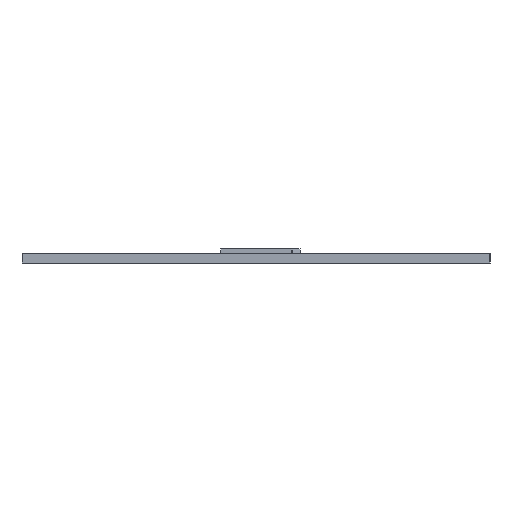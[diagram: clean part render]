
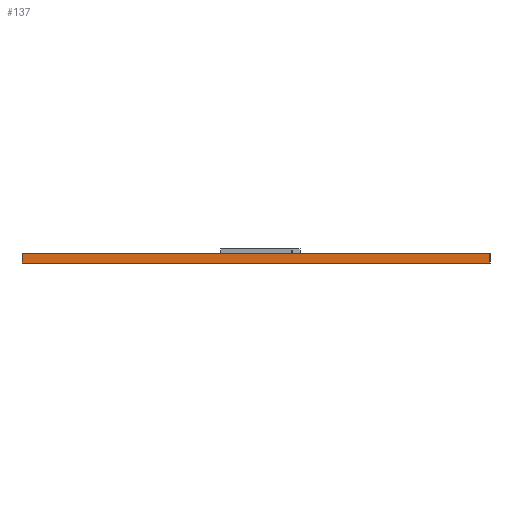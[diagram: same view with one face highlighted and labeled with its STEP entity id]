
A CAD part, left-side view. The second image highlights one B-rep face of the part: STEP entity #137.
In plain terms, the highlighted planar face has unit normal (-1, 0, 0).
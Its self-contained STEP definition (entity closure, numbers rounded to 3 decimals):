
#137=ADVANCED_FACE('',(#551),#344,.T.);
#344=PLANE('',#4173);
#551=FACE_OUTER_BOUND('',#752,.T.);
#752=EDGE_LOOP('',(#982,#983,#984,#985));
#982=ORIENTED_EDGE('',*,*,#2484,.T.);
#983=ORIENTED_EDGE('',*,*,#2485,.F.);
#984=ORIENTED_EDGE('',*,*,#2486,.F.);
#985=ORIENTED_EDGE('',*,*,#2478,.T.);
#2102=VERTEX_POINT('',#5360);
#2103=VERTEX_POINT('',#5361);
#2107=VERTEX_POINT('',#5371);
#2108=VERTEX_POINT('',#5375);
#2478=EDGE_CURVE('',#2102,#2103,#3042,.T.);
#2484=EDGE_CURVE('',#2103,#2107,#3048,.T.);
#2485=EDGE_CURVE('',#2108,#2107,#3049,.T.);
#2486=EDGE_CURVE('',#2102,#2108,#3050,.T.);
#3042=LINE('',#5359,#3606);
#3048=LINE('',#5372,#3612);
#3049=LINE('',#5374,#3613);
#3050=LINE('',#5376,#3614);
#3606=VECTOR('',#4380,1.);
#3612=VECTOR('',#4388,1.);
#3613=VECTOR('',#4391,1.);
#3614=VECTOR('',#4392,1.);
#4173=AXIS2_PLACEMENT_3D('',#5377,#4393,#4394);
#4380=DIRECTION('',(0.,-1.,0.));
#4388=DIRECTION('',(0.,0.,1.));
#4391=DIRECTION('',(0.,-1.,0.));
#4392=DIRECTION('',(0.,0.,1.));
#4393=DIRECTION('',(-1.,0.,0.));
#4394=DIRECTION('',(0.,1.,0.));
#5359=CARTESIAN_POINT('',(-9.,2.5,0.));
#5360=CARTESIAN_POINT('',(-9.,2.5,0.));
#5361=CARTESIAN_POINT('',(-9.,-2.5,0.));
#5371=CARTESIAN_POINT('',(-9.,-2.5,0.1));
#5372=CARTESIAN_POINT('',(-9.,-2.5,0.));
#5374=CARTESIAN_POINT('',(-9.,2.5,0.1));
#5375=CARTESIAN_POINT('',(-9.,2.5,0.1));
#5376=CARTESIAN_POINT('',(-9.,2.5,0.));
#5377=CARTESIAN_POINT('',(-9.,2.5,0.));
